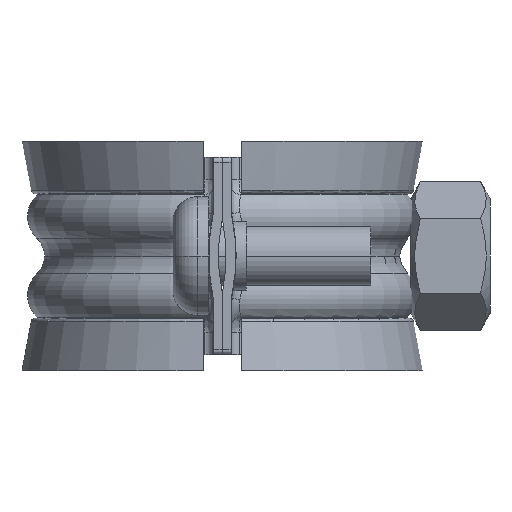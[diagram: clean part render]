
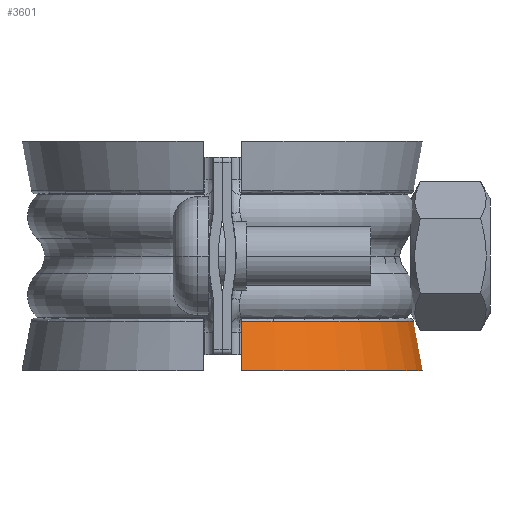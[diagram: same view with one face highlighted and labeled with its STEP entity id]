
A CAD part, left-side view. The second image highlights one B-rep face of the part: STEP entity #3601.
In plain terms, the highlighted conical face has half-angle 10.685 degrees and reference radius 21.35 mm.
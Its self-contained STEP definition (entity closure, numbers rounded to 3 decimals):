
#89 = CARTESIAN_POINT ( 'NONE',  ( 20.204, -1.9, -6.626 ) ) ;
#218 = CARTESIAN_POINT ( 'NONE',  ( -20.836, -1.9, -9.942 ) ) ;
#776 = EDGE_LOOP ( 'NONE', ( #13798, #13940, #11364, #6658 ) ) ;
#1118 = DIRECTION ( 'NONE',  ( 1., 0., 0. ) ) ;
#1228 = CARTESIAN_POINT ( 'NONE',  ( 21.152, -1.9, -11.6 ) ) ;
#1432 = CARTESIAN_POINT ( 'NONE',  ( -21.152, -1.9, -11.6 ) ) ;
#1785 = AXIS2_PLACEMENT_3D ( 'NONE', #8888, #13393, #3032 ) ;
#2022 = CIRCLE ( 'NONE', #1785, 21.35 ) ;
#2256 = DIRECTION ( 'NONE',  ( -1., 0., 0. ) ) ;
#2386 = EDGE_CURVE ( 'NONE', #4663, #6652, #2570, .T. ) ;
#2570 = B_SPLINE_CURVE_WITH_KNOTS ( 'NONE', 3,
 ( #89, #12651, #7984, #10312 ),
 .UNSPECIFIED., .F., .F.,
 ( 4, 4 ),
 ( 0.022, 0.027 ),
 .UNSPECIFIED. ) ;
#3032 = DIRECTION ( 'NONE',  ( -1., 0., 0. ) ) ;
#3439 = AXIS2_PLACEMENT_3D ( 'NONE', #9015, #10217, #1118 ) ;
#3601 = ADVANCED_FACE ( 'NONE', ( #8049 ), #14030, .T. ) ;
#4663 = VERTEX_POINT ( 'NONE', #12539 ) ;
#4814 = CARTESIAN_POINT ( 'NONE',  ( -20.204, -1.9, -6.626 ) ) ;
#6652 = VERTEX_POINT ( 'NONE', #1228 ) ;
#6658 = ORIENTED_EDGE ( 'NONE', *, *, #12617, .F. ) ;
#7984 = CARTESIAN_POINT ( 'NONE',  ( 20.836, -1.9, -9.942 ) ) ;
#8049 = FACE_OUTER_BOUND ( 'NONE', #776, .T. ) ;
#8602 = CARTESIAN_POINT ( 'NONE',  ( -21.152, -1.9, -11.6 ) ) ;
#8888 = CARTESIAN_POINT ( 'NONE',  ( 0., 1., -11.6 ) ) ;
#9012 = VERTEX_POINT ( 'NONE', #8602 ) ;
#9015 = CARTESIAN_POINT ( 'NONE',  ( 0., 1., -6.626 ) ) ;
#9929 = CIRCLE ( 'NONE', #3439, 20.411 ) ;
#10214 = EDGE_CURVE ( 'NONE', #11318, #9012, #14574, .T. ) ;
#10217 = DIRECTION ( 'NONE',  ( 0., 0., 1. ) ) ;
#10224 = CARTESIAN_POINT ( 'NONE',  ( 0., 1., -11.6 ) ) ;
#10312 = CARTESIAN_POINT ( 'NONE',  ( 21.152, -1.9, -11.6 ) ) ;
#10898 = AXIS2_PLACEMENT_3D ( 'NONE', #10224, #14808, #2256 ) ;
#11318 = VERTEX_POINT ( 'NONE', #12538 ) ;
#11364 = ORIENTED_EDGE ( 'NONE', *, *, #2386, .F. ) ;
#11801 = CARTESIAN_POINT ( 'NONE',  ( -20.52, -1.9, -8.284 ) ) ;
#12538 = CARTESIAN_POINT ( 'NONE',  ( -20.204, -1.9, -6.626 ) ) ;
#12539 = CARTESIAN_POINT ( 'NONE',  ( 20.204, -1.9, -6.626 ) ) ;
#12617 = EDGE_CURVE ( 'NONE', #11318, #4663, #9929, .T. ) ;
#12651 = CARTESIAN_POINT ( 'NONE',  ( 20.52, -1.9, -8.284 ) ) ;
#13393 = DIRECTION ( 'NONE',  ( 0., 0., 1. ) ) ;
#13798 = ORIENTED_EDGE ( 'NONE', *, *, #10214, .T. ) ;
#13903 = EDGE_CURVE ( 'NONE', #9012, #6652, #2022, .T. ) ;
#13940 = ORIENTED_EDGE ( 'NONE', *, *, #13903, .T. ) ;
#14030 = CONICAL_SURFACE ( 'NONE', #10898, 21.35, 0.186 ) ;
#14574 = B_SPLINE_CURVE_WITH_KNOTS ( 'NONE', 3,
 ( #4814, #11801, #218, #1432 ),
 .UNSPECIFIED., .F., .F.,
 ( 4, 4 ),
 ( 0.022, 0.027 ),
 .UNSPECIFIED. ) ;
#14808 = DIRECTION ( 'NONE',  ( 0., 0., -1. ) ) ;
